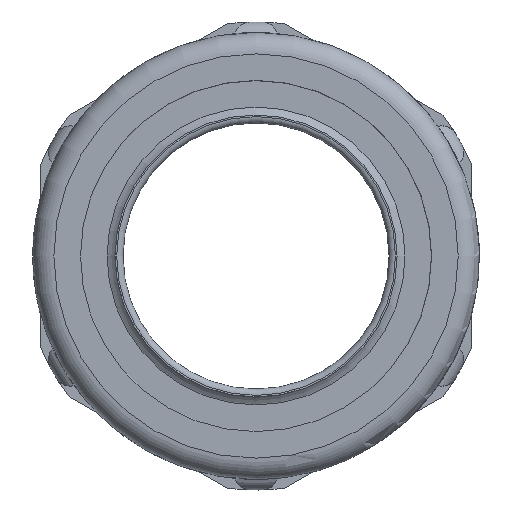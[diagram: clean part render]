
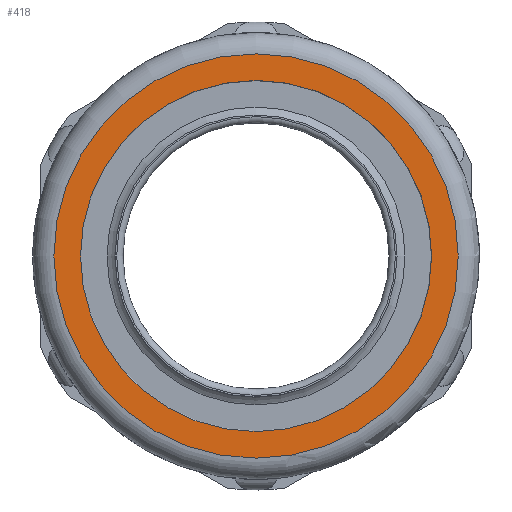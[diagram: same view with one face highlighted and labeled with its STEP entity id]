
A CAD part, front view. The second image highlights one B-rep face of the part: STEP entity #418.
In plain terms, the highlighted planar face has unit normal (0, -1, 0).
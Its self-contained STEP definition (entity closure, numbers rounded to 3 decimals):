
#418=ADVANCED_FACE('',(#1411,#1413),#1415,.T.);
#1411=FACE_BOUND('',#1412,.T.);
#1412=EDGE_LOOP('',(#2218,#2219));
#1413=FACE_BOUND('',#1414,.T.);
#1414=EDGE_LOOP('',(#2220));
#1415=PLANE('',#1416);
#1416=AXIS2_PLACEMENT_3D('',#1417,#1418,#1419);
#1417=CARTESIAN_POINT('',(0.,-20.33,0.));
#1418=DIRECTION('',(0.,-1.,-0.));
#1419=DIRECTION('',(0.,0.,1.));
#2218=ORIENTED_EDGE('',*,*,#2689,.T.);
#2219=ORIENTED_EDGE('',*,*,#2688,.T.);
#2220=ORIENTED_EDGE('',*,*,#2691,.F.);
#2688=EDGE_CURVE('',#3048,#3049,#3050,.T.);
#2689=EDGE_CURVE('',#3049,#3048,#3051,.T.);
#2691=EDGE_CURVE('',#3054,#3054,#3055,.T.);
#3048=VERTEX_POINT('',#3829);
#3049=VERTEX_POINT('',#3830);
#3050=CIRCLE('',#3831,19.);
#3051=CIRCLE('',#3835,19.);
#3054=VERTEX_POINT('',#3844);
#3055=CIRCLE('',#3845,16.5);
#3829=CARTESIAN_POINT('',(0.,-20.33,-19.));
#3830=CARTESIAN_POINT('',(0.,-20.33,19.));
#3831=AXIS2_PLACEMENT_3D('',#3832,#3833,#3834);
#3832=CARTESIAN_POINT('',(0.,-20.33,0.));
#3833=DIRECTION('',(0.,-1.,0.));
#3834=DIRECTION('',(0.,0.,-1.));
#3835=AXIS2_PLACEMENT_3D('',#3836,#3837,#3838);
#3836=CARTESIAN_POINT('',(0.,-20.33,0.));
#3837=DIRECTION('',(0.,-1.,0.));
#3838=DIRECTION('',(0.,0.,1.));
#3844=CARTESIAN_POINT('',(0.,-20.33,16.5));
#3845=AXIS2_PLACEMENT_3D('',#3846,#3847,#3848);
#3846=CARTESIAN_POINT('',(0.,-20.33,0.));
#3847=DIRECTION('',(0.,-1.,-0.));
#3848=DIRECTION('',(0.,0.,1.));
